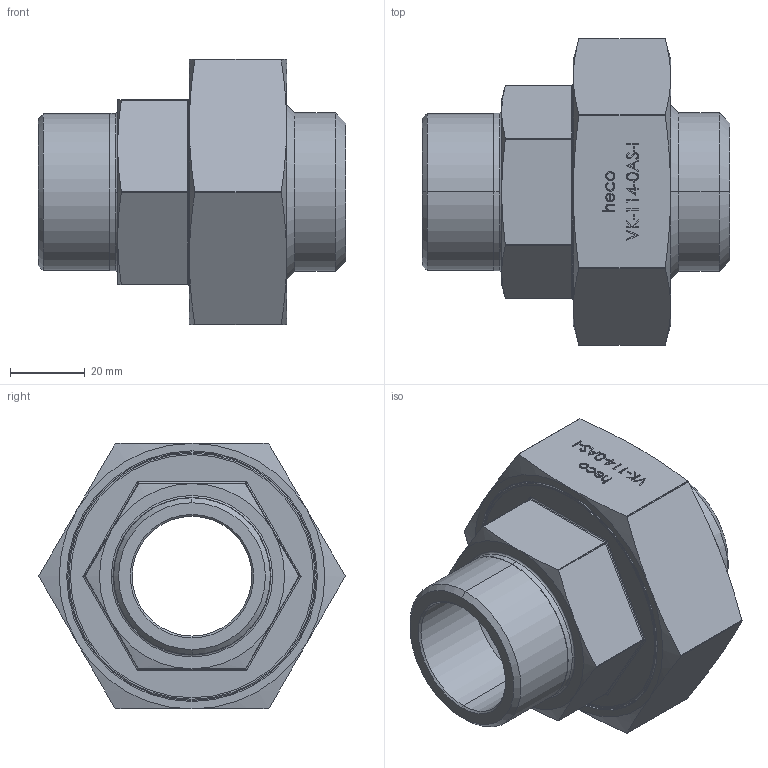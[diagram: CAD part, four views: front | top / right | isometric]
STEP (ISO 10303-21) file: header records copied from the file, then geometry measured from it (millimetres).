
FILE_DESCRIPTION (( 'STEP AP214' ), '1' );
FILE_NAME ('heco_VF-114-0AS-I.STEP', '2016-09-21T14:28:12', ( '' ), ( '' ), 'SwSTEP 2.0', 'SolidWorks 2016', '' );
FILE_SCHEMA (( 'AUTOMOTIVE_DESIGN' ));
Length unit declared in the file: millimetre
Products named in the file (1): heco_VF-114-0AS-I
Bounding box: 82.2 x 81.89 x 71.1 mm (x, y, z)
Volume: 111774.1 mm3; surface area: 31096.1 mm2
Topology: 1 solids, 1 shells, 287 faces, 718 edges, 456 vertices
Faces by surface type: plane 128, bspline 65, cylinder 54, cone 36, torus 4
Entity records: 13396 total; most frequent: CARTESIAN_POINT 5397, ORIENTED_EDGE 1424, DIRECTION 1014, EDGE_CURVE 712, VERTEX_POINT 456, VECTOR 404, LINE 404, EDGE_LOOP 318
